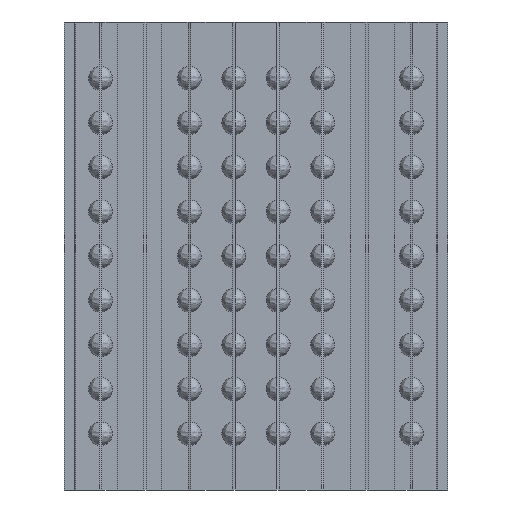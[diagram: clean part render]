
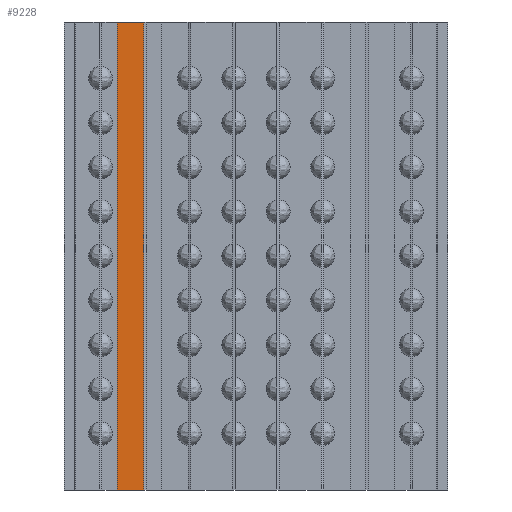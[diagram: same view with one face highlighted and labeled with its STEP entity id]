
A CAD part, left-side view. The second image highlights one B-rep face of the part: STEP entity #9228.
In plain terms, the highlighted free-form (B-spline) face has degree [1, 1] with [2, 2] control points.
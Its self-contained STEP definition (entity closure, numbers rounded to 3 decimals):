
#458 = VERTEX_POINT('',#459);
#459 = CARTESIAN_POINT('',(-30.855,38.143,
    44.078));
#465 = EDGE_CURVE('',#458,#466,#468,.T.);
#466 = VERTEX_POINT('',#467);
#467 = CARTESIAN_POINT('',(-30.855,30.855,
    44.078));
#468 = B_SPLINE_CURVE_WITH_KNOTS('',1,(#469,#470),.UNSPECIFIED.,.F.,.F.,
  (2,2),(-21.172,-13.4),.PIECEWISE_BEZIER_KNOTS.);
#469 = CARTESIAN_POINT('',(-30.855,38.143,
    44.078));
#470 = CARTESIAN_POINT('',(-30.855,30.855,
    44.078));
#2242 = VERTEX_POINT('',#2243);
#2243 = CARTESIAN_POINT('',(-30.855,30.855,
    -84.405));
#2248 = EDGE_CURVE('',#2242,#2249,#2251,.T.);
#2249 = VERTEX_POINT('',#2250);
#2250 = CARTESIAN_POINT('',(-30.855,38.143,
    -84.405));
#2251 = B_SPLINE_CURVE_WITH_KNOTS('',1,(#2252,#2253),.UNSPECIFIED.,.F.,
  .F.,(2,2),(13.4,21.172),.PIECEWISE_BEZIER_KNOTS.);
#2252 = CARTESIAN_POINT('',(-30.855,30.855,
    -84.405));
#2253 = CARTESIAN_POINT('',(-30.855,38.143,
    -84.405));
#9217 = EDGE_CURVE('',#458,#2249,#9218,.T.);
#9218 = B_SPLINE_CURVE_WITH_KNOTS('',1,(#9219,#9220),.UNSPECIFIED.,.F.,
  .F.,(2,2),(-129.,8.),.PIECEWISE_BEZIER_KNOTS.);
#9219 = CARTESIAN_POINT('',(-30.855,38.143,
    44.078));
#9220 = CARTESIAN_POINT('',(-30.855,38.143,
    -84.405));
#9228 = ADVANCED_FACE('',(#9229),#9239,.T.);
#9229 = FACE_BOUND('',#9230,.T.);
#9230 = EDGE_LOOP('',(#9231,#9236,#9237,#9238));
#9231 = ORIENTED_EDGE('',*,*,#9232,.F.);
#9232 = EDGE_CURVE('',#466,#2242,#9233,.T.);
#9233 = B_SPLINE_CURVE_WITH_KNOTS('',1,(#9234,#9235),.UNSPECIFIED.,.F.,
  .F.,(2,2),(-129.,8.),.PIECEWISE_BEZIER_KNOTS.);
#9234 = CARTESIAN_POINT('',(-30.855,30.855,
    44.078));
#9235 = CARTESIAN_POINT('',(-30.855,30.855,
    -84.405));
#9236 = ORIENTED_EDGE('',*,*,#465,.F.);
#9237 = ORIENTED_EDGE('',*,*,#9217,.T.);
#9238 = ORIENTED_EDGE('',*,*,#2248,.F.);
#9239 = B_SPLINE_SURFACE_WITH_KNOTS('',1,1,(
    (#9240,#9241)
    ,(#9242,#9243
    )),.UNSPECIFIED.,.F.,.F.,.F.,(2,2),(2,2),(-1.672,6.1),(
    -127.,10.),.PIECEWISE_BEZIER_KNOTS.);
#9240 = CARTESIAN_POINT('',(-30.855,38.143,
    -84.405));
#9241 = CARTESIAN_POINT('',(-30.855,38.143,
    44.078));
#9242 = CARTESIAN_POINT('',(-30.855,30.855,
    -84.405));
#9243 = CARTESIAN_POINT('',(-30.855,30.855,
    44.078));
